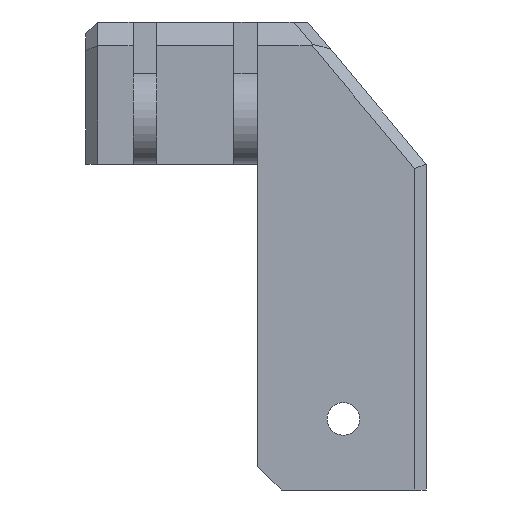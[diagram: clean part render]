
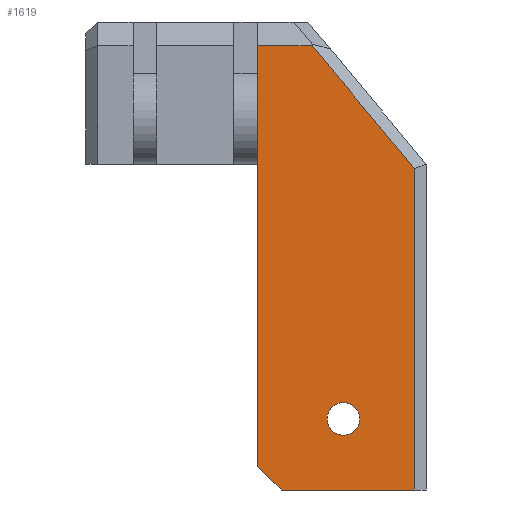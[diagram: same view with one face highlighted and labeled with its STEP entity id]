
A CAD part, front view. The second image highlights one B-rep face of the part: STEP entity #1619.
In plain terms, the highlighted planar face has unit normal (0, -1, 0).
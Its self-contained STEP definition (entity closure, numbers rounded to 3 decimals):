
#36=FACE_BOUND('',#243,.T.);
#70=CIRCLE('',#1743,2.75);
#71=CIRCLE('',#1744,2.75);
#143=FACE_OUTER_BOUND('',#242,.T.);
#242=EDGE_LOOP('',(#1254,#1255,#1256,#1257,#1258,#1259,#1260));
#243=EDGE_LOOP('',(#1261,#1262));
#353=LINE('',#2389,#534);
#364=LINE('',#2412,#545);
#368=LINE('',#2417,#549);
#413=LINE('',#2544,#594);
#416=LINE('',#2550,#597);
#417=LINE('',#2552,#598);
#418=LINE('',#2553,#599);
#534=VECTOR('',#1912,10.);
#545=VECTOR('',#1929,10.);
#549=VECTOR('',#1935,10.);
#594=VECTOR('',#2044,10.);
#597=VECTOR('',#2049,10.);
#598=VECTOR('',#2050,10.);
#599=VECTOR('',#2051,10.);
#707=VERTEX_POINT('',#2386);
#708=VERTEX_POINT('',#2388);
#716=VERTEX_POINT('',#2410);
#717=VERTEX_POINT('',#2411);
#767=VERTEX_POINT('',#2543);
#769=VERTEX_POINT('',#2549);
#770=VERTEX_POINT('',#2551);
#771=VERTEX_POINT('',#2554);
#772=VERTEX_POINT('',#2555);
#876=EDGE_CURVE('',#707,#708,#353,.T.);
#887=EDGE_CURVE('',#716,#717,#364,.T.);
#891=EDGE_CURVE('',#717,#707,#368,.T.);
#954=EDGE_CURVE('',#708,#767,#413,.T.);
#957=EDGE_CURVE('',#769,#716,#416,.T.);
#958=EDGE_CURVE('',#769,#770,#417,.T.);
#959=EDGE_CURVE('',#770,#767,#418,.T.);
#960=EDGE_CURVE('',#771,#772,#70,.T.);
#961=EDGE_CURVE('',#772,#771,#71,.T.);
#1254=ORIENTED_EDGE('',*,*,#887,.F.);
#1255=ORIENTED_EDGE('',*,*,#957,.F.);
#1256=ORIENTED_EDGE('',*,*,#958,.T.);
#1257=ORIENTED_EDGE('',*,*,#959,.T.);
#1258=ORIENTED_EDGE('',*,*,#954,.F.);
#1259=ORIENTED_EDGE('',*,*,#876,.F.);
#1260=ORIENTED_EDGE('',*,*,#891,.F.);
#1261=ORIENTED_EDGE('',*,*,#960,.T.);
#1262=ORIENTED_EDGE('',*,*,#961,.T.);
#1552=PLANE('',#1742);
#1619=ADVANCED_FACE('',(#143,#36),#1552,.T.);
#1742=AXIS2_PLACEMENT_3D('',#2548,#2047,#2048);
#1743=AXIS2_PLACEMENT_3D('',#2556,#2052,#2053);
#1744=AXIS2_PLACEMENT_3D('',#2557,#2054,#2055);
#1912=DIRECTION('',(-1.,0.,0.));
#1929=DIRECTION('',(0.64,0.,-0.768));
#1935=DIRECTION('',(0.,0.,-1.));
#2044=DIRECTION('',(-0.707,0.,0.707));
#2047=DIRECTION('center_axis',(0.,-1.,0.));
#2048=DIRECTION('ref_axis',(0.,0.,-1.));
#2049=DIRECTION('',(1.,0.,0.));
#2050=DIRECTION('',(0.,0.,-1.));
#2051=DIRECTION('',(0.,0.,-1.));
#2052=DIRECTION('center_axis',(0.,1.,0.));
#2053=DIRECTION('ref_axis',(0.,0.,-1.));
#2054=DIRECTION('center_axis',(0.,1.,0.));
#2055=DIRECTION('ref_axis',(0.,0.,-1.));
#2386=CARTESIAN_POINT('',(37.,-14.,-43.));
#2388=CARTESIAN_POINT('',(14.5,-14.,-43.));
#2389=CARTESIAN_POINT('',(39.,-14.,-43.));
#2410=CARTESIAN_POINT('',(19.73,-14.,32.));
#2411=CARTESIAN_POINT('',(37.,-14.,11.276));
#2412=CARTESIAN_POINT('',(19.554,-14.,32.211));
#2417=CARTESIAN_POINT('',(37.,-14.,22.));
#2543=CARTESIAN_POINT('',(10.5,-14.,-39.));
#2544=CARTESIAN_POINT('',(-8.875,-14.,-19.625));
#2548=CARTESIAN_POINT('Origin',(0.,-14.,32.));
#2549=CARTESIAN_POINT('',(10.5,-14.,32.));
#2550=CARTESIAN_POINT('',(0.,-14.,32.));
#2551=CARTESIAN_POINT('',(10.5,-14.,12.));
#2552=CARTESIAN_POINT('',(10.5,-14.,28.));
#2553=CARTESIAN_POINT('',(10.5,-14.,12.));
#2554=CARTESIAN_POINT('',(25.,-14.,-33.75));
#2555=CARTESIAN_POINT('',(25.,-14.,-28.25));
#2556=CARTESIAN_POINT('Origin',(25.,-14.,-31.));
#2557=CARTESIAN_POINT('Origin',(25.,-14.,-31.));
